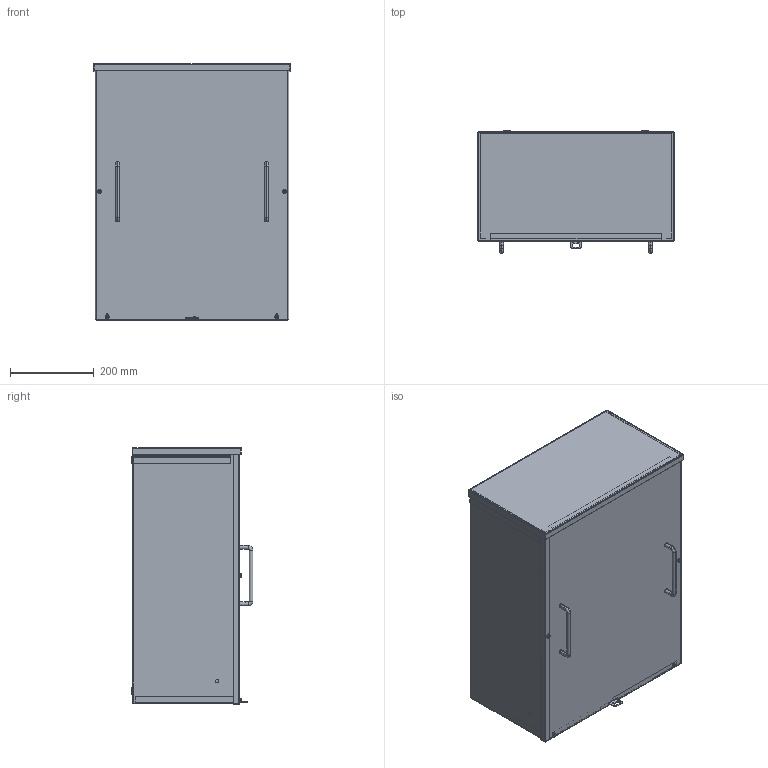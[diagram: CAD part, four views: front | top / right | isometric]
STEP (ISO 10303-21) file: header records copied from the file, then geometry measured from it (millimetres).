
FILE_DESCRIPTION (( 'STEP AP203' ), '1' );
FILE_NAME ('C3R241810SC_Default.step', '2019-11-12T22:52:33', ( '' ), ( '' ), 'SwSTEP 2.0', 'SolidWorks 2019', '' );
FILE_SCHEMA (( 'CONFIG_CONTROL_DESIGN' ));
Length unit declared in the file: inch
Products named in the file (1): C3R241810SC_Default
Bounding box: 469.62 x 291.17 x 612.65 mm (x, y, z)
Volume: 1758565.5 mm3; surface area: 2414343.9 mm2
Topology: 17 solids, 17 shells, 609 faces, 1507 edges, 957 vertices
Faces by surface type: plane 314, cylinder 177, bspline 88, cone 30
Entity records: 21530 total; most frequent: CARTESIAN_POINT 7368, ORIENTED_EDGE 3010, DIRECTION 2841, EDGE_CURVE 1505, AXIS2_PLACEMENT_3D 1026, VERTEX_POINT 957, VECTOR 789, LINE 789
